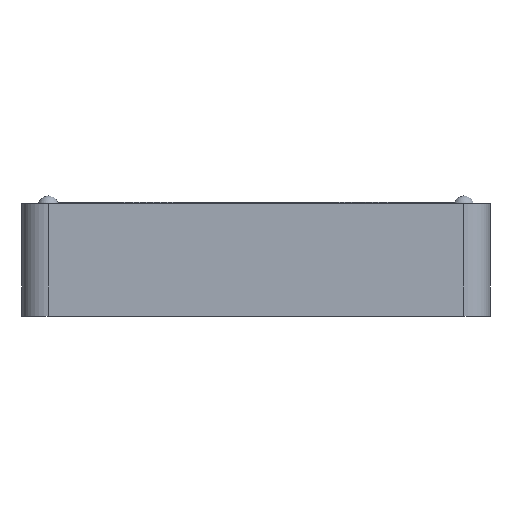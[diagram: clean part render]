
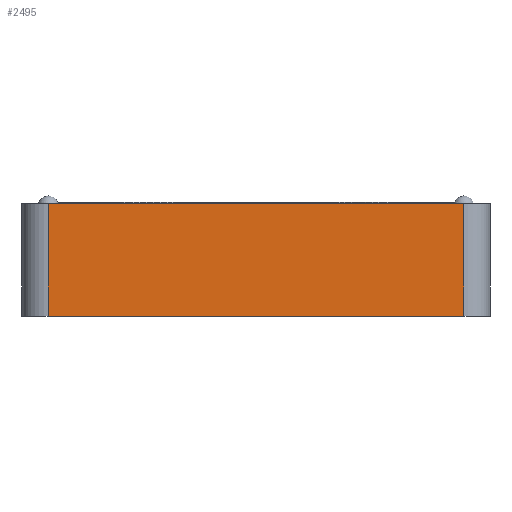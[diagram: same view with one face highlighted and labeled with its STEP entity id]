
A CAD part, front view. The second image highlights one B-rep face of the part: STEP entity #2495.
In plain terms, the highlighted planar face has unit normal (0, -1, 0).
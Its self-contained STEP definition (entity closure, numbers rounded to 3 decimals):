
#51=PLANE('',#2656);
#123=FACE_OUTER_BOUND('',#264,.T.);
#264=EDGE_LOOP('',(#1723,#1724,#1725,#1726));
#416=LINE('',#3755,#649);
#435=LINE('',#3808,#668);
#436=LINE('',#3811,#669);
#437=LINE('',#3812,#670);
#649=VECTOR('',#2956,10.);
#668=VECTOR('',#3003,10.);
#669=VECTOR('',#3006,10.);
#670=VECTOR('',#3007,10.);
#1036=VERTEX_POINT('',#3752);
#1037=VERTEX_POINT('',#3754);
#1057=VERTEX_POINT('',#3806);
#1058=VERTEX_POINT('',#3810);
#1294=EDGE_CURVE('',#1036,#1037,#416,.T.);
#1321=EDGE_CURVE('',#1037,#1057,#435,.T.);
#1322=EDGE_CURVE('',#1058,#1036,#436,.T.);
#1323=EDGE_CURVE('',#1057,#1058,#437,.F.);
#1723=ORIENTED_EDGE('',*,*,#1321,.F.);
#1724=ORIENTED_EDGE('',*,*,#1294,.F.);
#1725=ORIENTED_EDGE('',*,*,#1322,.F.);
#1726=ORIENTED_EDGE('',*,*,#1323,.F.);
#2495=ADVANCED_FACE('',(#123),#51,.F.);
#2656=AXIS2_PLACEMENT_3D('',#3809,#3004,#3005);
#2956=DIRECTION('',(-1.,0.,0.));
#3003=DIRECTION('',(0.,0.,1.));
#3004=DIRECTION('center_axis',(0.,1.,0.));
#3005=DIRECTION('ref_axis',(0.,0.,1.));
#3006=DIRECTION('',(0.,0.,-1.));
#3007=DIRECTION('',(-1.,0.,0.));
#3752=CARTESIAN_POINT('',(19.8,-28.3,8.15));
#3754=CARTESIAN_POINT('',(-19.8,-28.3,8.15));
#3755=CARTESIAN_POINT('',(0.,-28.3,8.15));
#3806=CARTESIAN_POINT('',(-19.8,-28.3,18.85));
#3808=CARTESIAN_POINT('',(-19.8,-28.3,12.5));
#3809=CARTESIAN_POINT('Origin',(0.,-28.3,12.5));
#3810=CARTESIAN_POINT('',(19.8,-28.3,18.85));
#3811=CARTESIAN_POINT('',(19.8,-28.3,12.5));
#3812=CARTESIAN_POINT('',(0.,-28.3,18.85));
